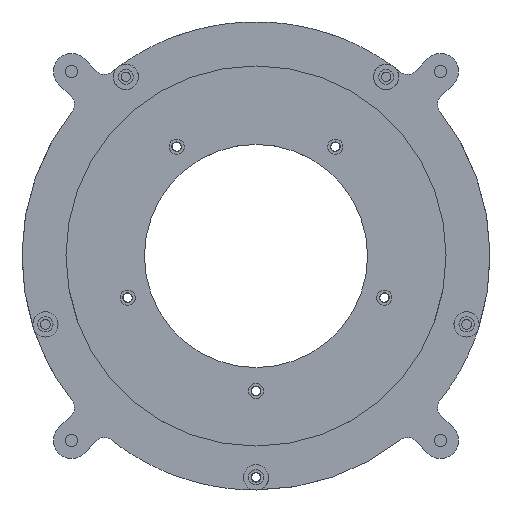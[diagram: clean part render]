
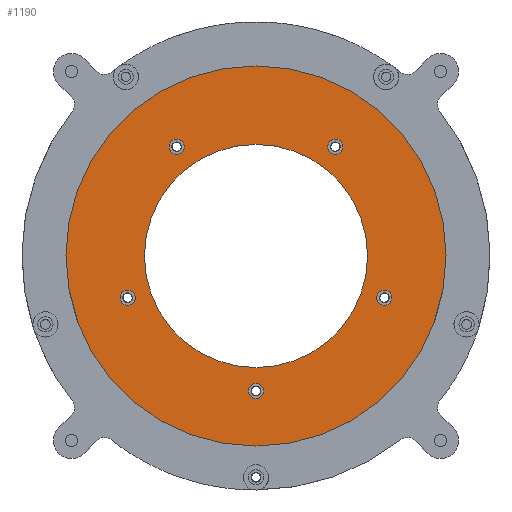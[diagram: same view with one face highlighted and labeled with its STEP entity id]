
A CAD part, top view. The second image highlights one B-rep face of the part: STEP entity #1190.
In plain terms, the highlighted planar face has unit normal (0, 0, 1).
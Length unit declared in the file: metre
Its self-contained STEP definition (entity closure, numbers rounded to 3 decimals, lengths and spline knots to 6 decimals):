
#27=PLANE('',#1309);
#159=ORIENTED_EDGE('',*,*,#457,.F.);
#160=ORIENTED_EDGE('',*,*,#458,.F.);
#161=ORIENTED_EDGE('',*,*,#459,.F.);
#162=ORIENTED_EDGE('',*,*,#460,.F.);
#163=ORIENTED_EDGE('',*,*,#461,.F.);
#164=ORIENTED_EDGE('',*,*,#462,.F.);
#165=ORIENTED_EDGE('',*,*,#463,.T.);
#457=EDGE_CURVE('',#606,#606,#718,.T.);
#458=EDGE_CURVE('',#607,#607,#719,.T.);
#459=EDGE_CURVE('',#608,#608,#720,.T.);
#460=EDGE_CURVE('',#609,#609,#721,.T.);
#461=EDGE_CURVE('',#610,#610,#722,.T.);
#462=EDGE_CURVE('',#611,#611,#723,.T.);
#463=EDGE_CURVE('',#612,#612,#724,.T.);
#606=VERTEX_POINT('',#1969);
#607=VERTEX_POINT('',#1971);
#608=VERTEX_POINT('',#1973);
#609=VERTEX_POINT('',#1975);
#610=VERTEX_POINT('',#1977);
#611=VERTEX_POINT('',#1979);
#612=VERTEX_POINT('',#1981);
#718=CIRCLE('',#1310,0.0021);
#719=CIRCLE('',#1311,0.0021);
#720=CIRCLE('',#1312,0.0021);
#721=CIRCLE('',#1313,0.0021);
#722=CIRCLE('',#1314,0.0021);
#723=CIRCLE('',#1315,0.031);
#724=CIRCLE('',#1316,0.0528);
#818=EDGE_LOOP('',(#159));
#819=EDGE_LOOP('',(#160));
#820=EDGE_LOOP('',(#161));
#821=EDGE_LOOP('',(#162));
#822=EDGE_LOOP('',(#163));
#823=EDGE_LOOP('',(#164));
#824=EDGE_LOOP('',(#165));
#983=FACE_BOUND('',#818,.T.);
#984=FACE_BOUND('',#819,.T.);
#985=FACE_BOUND('',#820,.T.);
#986=FACE_BOUND('',#821,.T.);
#987=FACE_BOUND('',#822,.T.);
#988=FACE_BOUND('',#823,.T.);
#989=FACE_BOUND('',#824,.T.);
#1190=ADVANCED_FACE('',(#983,#984,#985,#986,#987,#988,#989),#27,.T.);
#1309=AXIS2_PLACEMENT_3D('',#1967,#1543,#1544);
#1310=AXIS2_PLACEMENT_3D('',#1968,#1545,#1546);
#1311=AXIS2_PLACEMENT_3D('',#1970,#1547,#1548);
#1312=AXIS2_PLACEMENT_3D('',#1972,#1549,#1550);
#1313=AXIS2_PLACEMENT_3D('',#1974,#1551,#1552);
#1314=AXIS2_PLACEMENT_3D('',#1976,#1553,#1554);
#1315=AXIS2_PLACEMENT_3D('',#1978,#1555,#1556);
#1316=AXIS2_PLACEMENT_3D('',#1980,#1557,#1558);
#1543=DIRECTION('',(0.,0.,1.));
#1544=DIRECTION('',(1.,0.,0.));
#1545=DIRECTION('',(0.,0.,1.));
#1546=DIRECTION('',(1.,0.,0.));
#1547=DIRECTION('',(0.,0.,1.));
#1548=DIRECTION('',(1.,0.,0.));
#1549=DIRECTION('',(0.,0.,1.));
#1550=DIRECTION('',(1.,0.,0.));
#1551=DIRECTION('',(0.,0.,1.));
#1552=DIRECTION('',(1.,0.,0.));
#1553=DIRECTION('',(0.,0.,1.));
#1554=DIRECTION('',(1.,0.,0.));
#1555=DIRECTION('',(0.,0.,1.));
#1556=DIRECTION('',(1.,0.,0.));
#1557=DIRECTION('',(0.,0.,1.));
#1558=DIRECTION('',(1.,0.,0.));
#1967=CARTESIAN_POINT('',(0.,0.,0.00275));
#1968=CARTESIAN_POINT('',(-0.035665,-0.011588,0.00275));
#1969=CARTESIAN_POINT('',(-0.033565,-0.011588,0.00275));
#1970=CARTESIAN_POINT('',(0.,-0.0375,0.00275));
#1971=CARTESIAN_POINT('',(0.0021,-0.0375,0.00275));
#1972=CARTESIAN_POINT('',(0.035665,-0.011588,0.00275));
#1973=CARTESIAN_POINT('',(0.037765,-0.011588,0.00275));
#1974=CARTESIAN_POINT('',(0.022042,0.030338,0.00275));
#1975=CARTESIAN_POINT('',(0.024142,0.030338,0.00275));
#1976=CARTESIAN_POINT('',(-0.022042,0.030338,0.00275));
#1977=CARTESIAN_POINT('',(-0.019942,0.030338,0.00275));
#1978=CARTESIAN_POINT('',(0.,0.,0.00275));
#1979=CARTESIAN_POINT('',(0.031,0.,0.00275));
#1980=CARTESIAN_POINT('',(0.,0.,0.00275));
#1981=CARTESIAN_POINT('',(0.0528,0.,0.00275));
